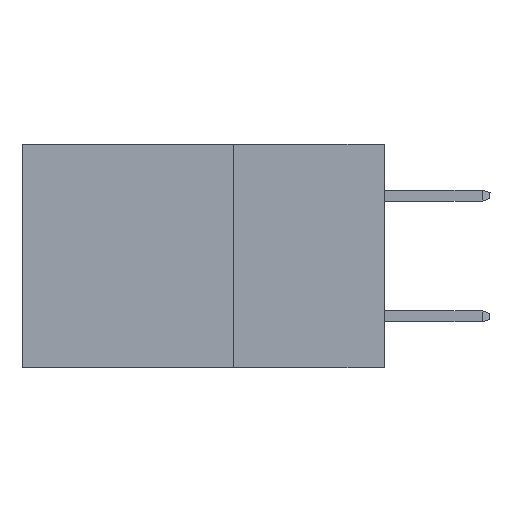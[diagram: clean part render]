
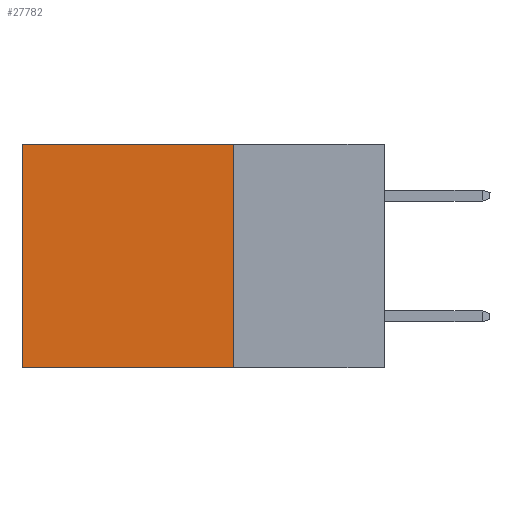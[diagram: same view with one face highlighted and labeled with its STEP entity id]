
A CAD part, left-side view. The second image highlights one B-rep face of the part: STEP entity #27782.
In plain terms, the highlighted planar face has unit normal (-1, 0, 0).
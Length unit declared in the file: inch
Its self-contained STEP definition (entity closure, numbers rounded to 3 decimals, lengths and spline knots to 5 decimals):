
#601 = VECTOR ( 'NONE', #14558, 39.37008 ) ;
#1102 = ORIENTED_EDGE ( 'NONE', *, *, #16810, .T. ) ;
#1215 = DIRECTION ( 'NONE',  ( 0., 0., -1. ) ) ;
#1666 = LINE ( 'NONE', #17082, #601 ) ;
#1808 = FACE_OUTER_BOUND ( 'NONE', #23101, .T. ) ;
#2386 = CARTESIAN_POINT ( 'NONE',  ( 0.298, 0.6, 0. ) ) ;
#3829 = AXIS2_PLACEMENT_3D ( 'NONE', #23781, #16977, #26147 ) ;
#5503 = CARTESIAN_POINT ( 'NONE',  ( 0.298, 0.25, -0.37 ) ) ;
#6103 = LINE ( 'NONE', #14706, #6458 ) ;
#6458 = VECTOR ( 'NONE', #7941, 39.37008 ) ;
#6714 = VERTEX_POINT ( 'NONE', #2386 ) ;
#7351 = ORIENTED_EDGE ( 'NONE', *, *, #24029, .F. ) ;
#7938 = VECTOR ( 'NONE', #17874, 39.37008 ) ;
#7941 = DIRECTION ( 'NONE',  ( 0., 1., 0. ) ) ;
#9260 = VERTEX_POINT ( 'NONE', #16293 ) ;
#10475 = PLANE ( 'NONE',  #3829 ) ;
#11394 = EDGE_CURVE ( 'NONE', #21186, #9260, #21790, .T. ) ;
#14558 = DIRECTION ( 'NONE',  ( 0., 0., -1. ) ) ;
#14706 = CARTESIAN_POINT ( 'NONE',  ( 0.298, 0.25, 0. ) ) ;
#14744 = ORIENTED_EDGE ( 'NONE', *, *, #11394, .F. ) ;
#14913 = VECTOR ( 'NONE', #1215, 39.37008 ) ;
#15463 = CARTESIAN_POINT ( 'NONE',  ( 0.298, 0.25, -0.37 ) ) ;
#16293 = CARTESIAN_POINT ( 'NONE',  ( 0.298, 0.6, -0.37 ) ) ;
#16810 = EDGE_CURVE ( 'NONE', #25506, #6714, #6103, .T. ) ;
#16977 = DIRECTION ( 'NONE',  ( 1., 0., 0. ) ) ;
#17082 = CARTESIAN_POINT ( 'NONE',  ( 0.298, 0.25, 0. ) ) ;
#17874 = DIRECTION ( 'NONE',  ( 0., 1., 0. ) ) ;
#18540 = CARTESIAN_POINT ( 'NONE',  ( 0.298, 0.25, 0. ) ) ;
#21186 = VERTEX_POINT ( 'NONE', #5503 ) ;
#21563 = ORIENTED_EDGE ( 'NONE', *, *, #28720, .T. ) ;
#21790 = LINE ( 'NONE', #15463, #7938 ) ;
#22178 = CARTESIAN_POINT ( 'NONE',  ( 0.298, 0.6, 0. ) ) ;
#23101 = EDGE_LOOP ( 'NONE', ( #21563, #14744, #7351, #1102 ) ) ;
#23781 = CARTESIAN_POINT ( 'NONE',  ( 0.298, 0.25, 0. ) ) ;
#24029 = EDGE_CURVE ( 'NONE', #25506, #21186, #1666, .T. ) ;
#25506 = VERTEX_POINT ( 'NONE', #18540 ) ;
#26147 = DIRECTION ( 'NONE',  ( 0., 0., -1. ) ) ;
#27782 = ADVANCED_FACE ( 'NONE', ( #1808 ), #10475, .F. ) ;
#28720 = EDGE_CURVE ( 'NONE', #6714, #9260, #29119, .T. ) ;
#29119 = LINE ( 'NONE', #22178, #14913 ) ;
